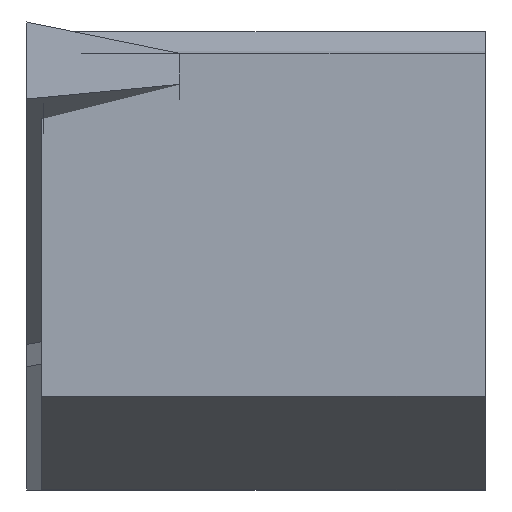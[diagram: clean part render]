
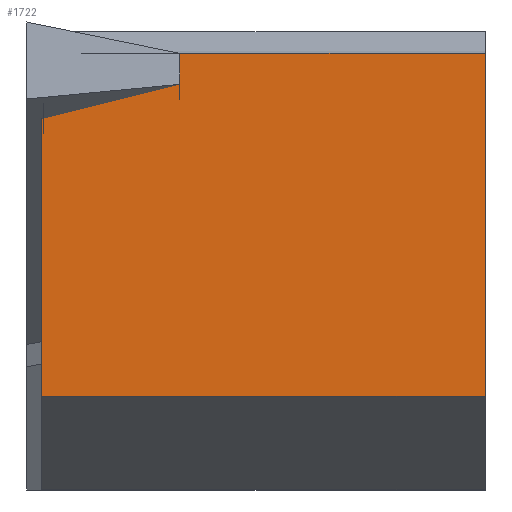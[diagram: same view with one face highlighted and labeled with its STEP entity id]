
A CAD part, left-side view. The second image highlights one B-rep face of the part: STEP entity #1722.
In plain terms, the highlighted planar face has unit normal (-1, 0, -0.018).
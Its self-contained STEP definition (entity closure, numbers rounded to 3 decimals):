
#38 = CARTESIAN_POINT ( 'NONE',  ( 0.756, -0.3, -7.575 ) ) ;
#61 = LINE ( 'NONE', #2103, #635 ) ;
#135 = ORIENTED_EDGE ( 'NONE', *, *, #2700, .T. ) ;
#214 = LINE ( 'NONE', #314, #1816 ) ;
#271 = VERTEX_POINT ( 'NONE', #2166 ) ;
#280 = ORIENTED_EDGE ( 'NONE', *, *, #1800, .F. ) ;
#314 = CARTESIAN_POINT ( 'NONE',  ( 0.756, 126.516, -7.575 ) ) ;
#325 = DIRECTION ( 'NONE',  ( 0., -1., 0. ) ) ;
#349 = CARTESIAN_POINT ( 'NONE',  ( 0.942, 126.129, -18.269 ) ) ;
#567 = LINE ( 'NONE', #911, #2677 ) ;
#635 = VECTOR ( 'NONE', #2314, 1000. ) ;
#658 = VERTEX_POINT ( 'NONE', #844 ) ;
#778 = CARTESIAN_POINT ( 'NONE',  ( 0.655, -0.31, -1.815 ) ) ;
#797 = EDGE_CURVE ( 'NONE', #1523, #1255, #214, .T. ) ;
#810 = ORIENTED_EDGE ( 'NONE', *, *, #2509, .F. ) ;
#844 = CARTESIAN_POINT ( 'NONE',  ( 0.632, -0.35, -0.454 ) ) ;
#904 = EDGE_LOOP ( 'NONE', ( #1107, #2440, #135, #1708, #2631, #280, #810 ) ) ;
#911 = CARTESIAN_POINT ( 'NONE',  ( 0.739, -0.35, -6.622 ) ) ;
#984 = AXIS2_PLACEMENT_3D ( 'NONE', #349, #1024, #2410 ) ;
#994 = CARTESIAN_POINT ( 'NONE',  ( 0.661, 1.109, -2.17 ) ) ;
#1024 = DIRECTION ( 'NONE',  ( 1., 0., 0.017 ) ) ;
#1063 = LINE ( 'NONE', #994, #2454 ) ;
#1107 = ORIENTED_EDGE ( 'NONE', *, *, #2699, .F. ) ;
#1216 = DIRECTION ( 'NONE',  ( -0.004, -0.97, 0.243 ) ) ;
#1251 = DIRECTION ( 'NONE',  ( 0., -1., 0. ) ) ;
#1255 = VERTEX_POINT ( 'NONE', #1434 ) ;
#1262 = LINE ( 'NONE', #1896, #2701 ) ;
#1340 = CARTESIAN_POINT ( 'NONE',  ( 0.623, -9.525, 0.011 ) ) ;
#1375 = CARTESIAN_POINT ( 'NONE',  ( 0.655, -0.35, -1.815 ) ) ;
#1434 = CARTESIAN_POINT ( 'NONE',  ( 0.756, -9.525, -7.575 ) ) ;
#1523 = VERTEX_POINT ( 'NONE', #38 ) ;
#1531 = DIRECTION ( 'NONE',  ( -0.017, 0., 1. ) ) ;
#1671 = VECTOR ( 'NONE', #1531, 1000. ) ;
#1702 = VECTOR ( 'NONE', #1251, 1000. ) ;
#1708 = ORIENTED_EDGE ( 'NONE', *, *, #2695, .F. ) ;
#1709 = DIRECTION ( 'NONE',  ( 0., -1., 0. ) ) ;
#1722 = ADVANCED_FACE ( 'NONE', ( #2708 ), #1999, .F. ) ;
#1800 = EDGE_CURVE ( 'NONE', #2086, #2170, #2101, .T. ) ;
#1816 = VECTOR ( 'NONE', #325, 1000. ) ;
#1896 = CARTESIAN_POINT ( 'NONE',  ( 0.632, 126.129, -0.454 ) ) ;
#1902 = CARTESIAN_POINT ( 'NONE',  ( 0.632, -9.525, -0.454 ) ) ;
#1905 = DIRECTION ( 'NONE',  ( 0.017, 0., -1. ) ) ;
#1917 = VERTEX_POINT ( 'NONE', #1902 ) ;
#1999 = PLANE ( 'NONE',  #984 ) ;
#2086 = VERTEX_POINT ( 'NONE', #778 ) ;
#2101 = LINE ( 'NONE', #2623, #1702 ) ;
#2103 = CARTESIAN_POINT ( 'NONE',  ( 0.942, -0.3, -18.269 ) ) ;
#2166 = CARTESIAN_POINT ( 'NONE',  ( 0.655, -0.3, -1.817 ) ) ;
#2170 = VERTEX_POINT ( 'NONE', #1375 ) ;
#2206 = LINE ( 'NONE', #1340, #1671 ) ;
#2314 = DIRECTION ( 'NONE',  ( -0.017, 0., 1. ) ) ;
#2410 = DIRECTION ( 'NONE',  ( 0.017, 0., -1. ) ) ;
#2440 = ORIENTED_EDGE ( 'NONE', *, *, #797, .T. ) ;
#2454 = VECTOR ( 'NONE', #1216, 1000. ) ;
#2509 = EDGE_CURVE ( 'NONE', #271, #2086, #1063, .T. ) ;
#2623 = CARTESIAN_POINT ( 'NONE',  ( 0.655, -0.35, -1.815 ) ) ;
#2631 = ORIENTED_EDGE ( 'NONE', *, *, #2679, .T. ) ;
#2677 = VECTOR ( 'NONE', #1905, 1000. ) ;
#2679 = EDGE_CURVE ( 'NONE', #658, #2170, #567, .T. ) ;
#2695 = EDGE_CURVE ( 'NONE', #658, #1917, #1262, .T. ) ;
#2699 = EDGE_CURVE ( 'NONE', #1523, #271, #61, .T. ) ;
#2700 = EDGE_CURVE ( 'NONE', #1255, #1917, #2206, .T. ) ;
#2701 = VECTOR ( 'NONE', #1709, 1000. ) ;
#2708 = FACE_OUTER_BOUND ( 'NONE', #904, .T. ) ;
